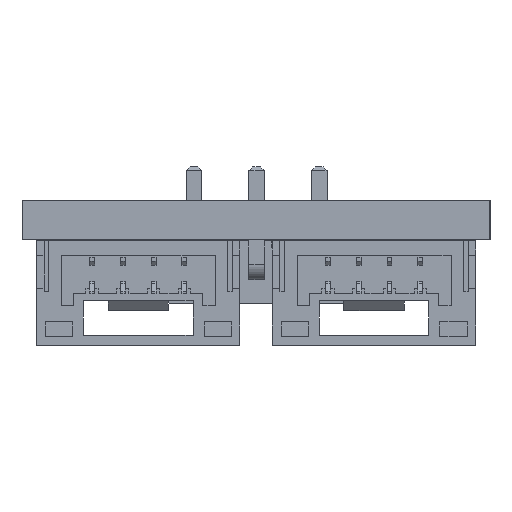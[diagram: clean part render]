
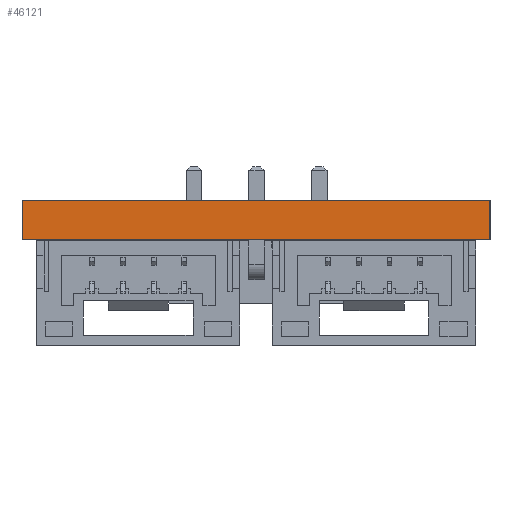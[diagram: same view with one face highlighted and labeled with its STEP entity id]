
A CAD part, left-side view. The second image highlights one B-rep face of the part: STEP entity #46121.
In plain terms, the highlighted planar face has unit normal (-1, 0, 0).
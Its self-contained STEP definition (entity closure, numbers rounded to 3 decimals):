
#46005 = EDGE_CURVE('',#46006,#46008,#46010,.T.);
#46006 = VERTEX_POINT('',#46007);
#46007 = CARTESIAN_POINT('',(-21.59,9.525,0.));
#46008 = VERTEX_POINT('',#46009);
#46009 = CARTESIAN_POINT('',(-21.59,9.525,1.6));
#46010 = SURFACE_CURVE('',#46011,(#46015,#46027),.PCURVE_S1.);
#46011 = LINE('',#46012,#46013);
#46012 = CARTESIAN_POINT('',(-21.59,9.525,0.));
#46013 = VECTOR('',#46014,1.);
#46014 = DIRECTION('',(0.,0.,1.));
#46015 = PCURVE('',#46016,#46021);
#46016 = PLANE('',#46017);
#46017 = AXIS2_PLACEMENT_3D('',#46018,#46019,#46020);
#46018 = CARTESIAN_POINT('',(-21.59,9.525,0.));
#46019 = DIRECTION('',(0.,1.,0.));
#46020 = DIRECTION('',(1.,0.,0.));
#46021 = DEFINITIONAL_REPRESENTATION('',(#46022),#46026);
#46022 = LINE('',#46023,#46024);
#46023 = CARTESIAN_POINT('',(0.,0.));
#46024 = VECTOR('',#46025,1.);
#46025 = DIRECTION('',(0.,-1.));
#46026 = ( GEOMETRIC_REPRESENTATION_CONTEXT(2) 
PARAMETRIC_REPRESENTATION_CONTEXT() REPRESENTATION_CONTEXT('2D SPACE',''
  ) );
#46027 = PCURVE('',#46028,#46033);
#46028 = PLANE('',#46029);
#46029 = AXIS2_PLACEMENT_3D('',#46030,#46031,#46032);
#46030 = CARTESIAN_POINT('',(-21.59,-9.475,0.));
#46031 = DIRECTION('',(-1.,0.,0.));
#46032 = DIRECTION('',(0.,1.,0.));
#46033 = DEFINITIONAL_REPRESENTATION('',(#46034),#46038);
#46034 = LINE('',#46035,#46036);
#46035 = CARTESIAN_POINT('',(19.,0.));
#46036 = VECTOR('',#46037,1.);
#46037 = DIRECTION('',(0.,-1.));
#46038 = ( GEOMETRIC_REPRESENTATION_CONTEXT(2) 
PARAMETRIC_REPRESENTATION_CONTEXT() REPRESENTATION_CONTEXT('2D SPACE',''
  ) );
#46056 = PLANE('',#46057);
#46057 = AXIS2_PLACEMENT_3D('',#46058,#46059,#46060);
#46058 = CARTESIAN_POINT('',(-2.84,0.025,1.6));
#46059 = DIRECTION('',(-0.,-0.,-1.));
#46060 = DIRECTION('',(-1.,0.,0.));
#46110 = PLANE('',#46111);
#46111 = AXIS2_PLACEMENT_3D('',#46112,#46113,#46114);
#46112 = CARTESIAN_POINT('',(-2.84,0.025,0.));
#46113 = DIRECTION('',(-0.,-0.,-1.));
#46114 = DIRECTION('',(-1.,0.,0.));
#46121 = ADVANCED_FACE('',(#46122),#46028,.T.);
#46122 = FACE_BOUND('',#46123,.T.);
#46123 = EDGE_LOOP('',(#46124,#46154,#46175,#46176));
#46124 = ORIENTED_EDGE('',*,*,#46125,.T.);
#46125 = EDGE_CURVE('',#46126,#46128,#46130,.T.);
#46126 = VERTEX_POINT('',#46127);
#46127 = CARTESIAN_POINT('',(-21.59,-9.475,0.));
#46128 = VERTEX_POINT('',#46129);
#46129 = CARTESIAN_POINT('',(-21.59,-9.475,1.6));
#46130 = SURFACE_CURVE('',#46131,(#46135,#46142),.PCURVE_S1.);
#46131 = LINE('',#46132,#46133);
#46132 = CARTESIAN_POINT('',(-21.59,-9.475,0.));
#46133 = VECTOR('',#46134,1.);
#46134 = DIRECTION('',(0.,0.,1.));
#46135 = PCURVE('',#46028,#46136);
#46136 = DEFINITIONAL_REPRESENTATION('',(#46137),#46141);
#46137 = LINE('',#46138,#46139);
#46138 = CARTESIAN_POINT('',(0.,0.));
#46139 = VECTOR('',#46140,1.);
#46140 = DIRECTION('',(0.,-1.));
#46141 = ( GEOMETRIC_REPRESENTATION_CONTEXT(2) 
PARAMETRIC_REPRESENTATION_CONTEXT() REPRESENTATION_CONTEXT('2D SPACE',''
  ) );
#46142 = PCURVE('',#46143,#46148);
#46143 = PLANE('',#46144);
#46144 = AXIS2_PLACEMENT_3D('',#46145,#46146,#46147);
#46145 = CARTESIAN_POINT('',(15.91,-9.475,0.));
#46146 = DIRECTION('',(0.,-1.,0.));
#46147 = DIRECTION('',(-1.,0.,0.));
#46148 = DEFINITIONAL_REPRESENTATION('',(#46149),#46153);
#46149 = LINE('',#46150,#46151);
#46150 = CARTESIAN_POINT('',(37.5,0.));
#46151 = VECTOR('',#46152,1.);
#46152 = DIRECTION('',(0.,-1.));
#46153 = ( GEOMETRIC_REPRESENTATION_CONTEXT(2) 
PARAMETRIC_REPRESENTATION_CONTEXT() REPRESENTATION_CONTEXT('2D SPACE',''
  ) );
#46154 = ORIENTED_EDGE('',*,*,#46155,.T.);
#46155 = EDGE_CURVE('',#46128,#46008,#46156,.T.);
#46156 = SURFACE_CURVE('',#46157,(#46161,#46168),.PCURVE_S1.);
#46157 = LINE('',#46158,#46159);
#46158 = CARTESIAN_POINT('',(-21.59,-9.475,1.6));
#46159 = VECTOR('',#46160,1.);
#46160 = DIRECTION('',(0.,1.,0.));
#46161 = PCURVE('',#46028,#46162);
#46162 = DEFINITIONAL_REPRESENTATION('',(#46163),#46167);
#46163 = LINE('',#46164,#46165);
#46164 = CARTESIAN_POINT('',(0.,-1.6));
#46165 = VECTOR('',#46166,1.);
#46166 = DIRECTION('',(1.,0.));
#46167 = ( GEOMETRIC_REPRESENTATION_CONTEXT(2) 
PARAMETRIC_REPRESENTATION_CONTEXT() REPRESENTATION_CONTEXT('2D SPACE',''
  ) );
#46168 = PCURVE('',#46056,#46169);
#46169 = DEFINITIONAL_REPRESENTATION('',(#46170),#46174);
#46170 = LINE('',#46171,#46172);
#46171 = CARTESIAN_POINT('',(18.75,-9.5));
#46172 = VECTOR('',#46173,1.);
#46173 = DIRECTION('',(0.,1.));
#46174 = ( GEOMETRIC_REPRESENTATION_CONTEXT(2) 
PARAMETRIC_REPRESENTATION_CONTEXT() REPRESENTATION_CONTEXT('2D SPACE',''
  ) );
#46175 = ORIENTED_EDGE('',*,*,#46005,.F.);
#46176 = ORIENTED_EDGE('',*,*,#46177,.F.);
#46177 = EDGE_CURVE('',#46126,#46006,#46178,.T.);
#46178 = SURFACE_CURVE('',#46179,(#46183,#46190),.PCURVE_S1.);
#46179 = LINE('',#46180,#46181);
#46180 = CARTESIAN_POINT('',(-21.59,-9.475,0.));
#46181 = VECTOR('',#46182,1.);
#46182 = DIRECTION('',(0.,1.,0.));
#46183 = PCURVE('',#46028,#46184);
#46184 = DEFINITIONAL_REPRESENTATION('',(#46185),#46189);
#46185 = LINE('',#46186,#46187);
#46186 = CARTESIAN_POINT('',(0.,0.));
#46187 = VECTOR('',#46188,1.);
#46188 = DIRECTION('',(1.,0.));
#46189 = ( GEOMETRIC_REPRESENTATION_CONTEXT(2) 
PARAMETRIC_REPRESENTATION_CONTEXT() REPRESENTATION_CONTEXT('2D SPACE',''
  ) );
#46190 = PCURVE('',#46110,#46191);
#46191 = DEFINITIONAL_REPRESENTATION('',(#46192),#46196);
#46192 = LINE('',#46193,#46194);
#46193 = CARTESIAN_POINT('',(18.75,-9.5));
#46194 = VECTOR('',#46195,1.);
#46195 = DIRECTION('',(0.,1.));
#46196 = ( GEOMETRIC_REPRESENTATION_CONTEXT(2) 
PARAMETRIC_REPRESENTATION_CONTEXT() REPRESENTATION_CONTEXT('2D SPACE',''
  ) );
